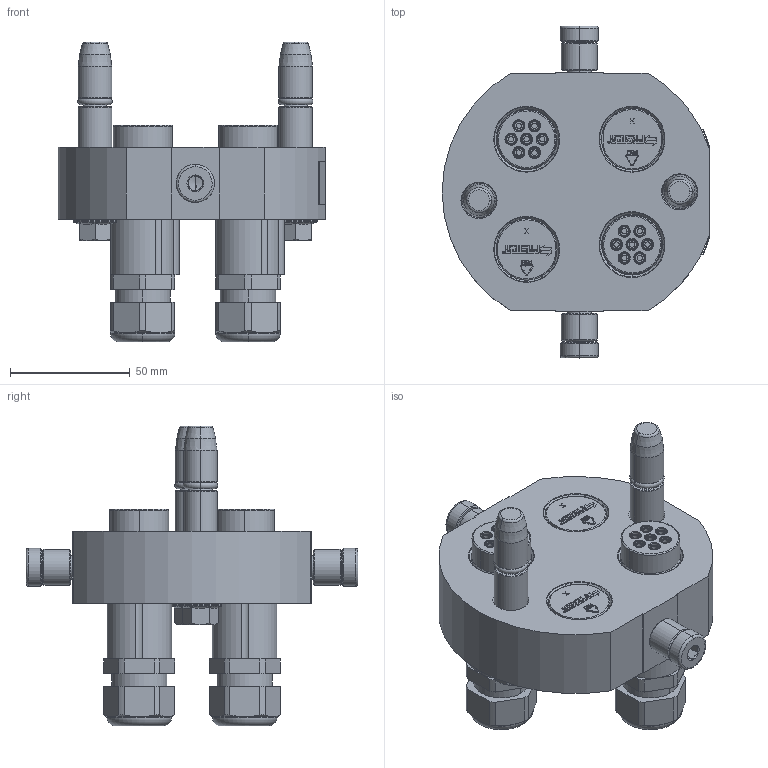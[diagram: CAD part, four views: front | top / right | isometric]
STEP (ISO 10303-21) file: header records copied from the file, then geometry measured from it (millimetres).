
FILE_DESCRIPTION (( 'STEP AP214' ), '1' );
FILE_NAME ('FASTER.step', '2021-09-16T00:55:20', ( '' ), ( '' ), 'SwSTEP 2.0', 'SolidWorks 2017', '' );
FILE_SCHEMA (( 'AUTOMOTIVE_DESIGN' ));
Length unit declared in the file: millimetre
Products named in the file (13): or2_62x9_19_m; et002_piegata; 4830_028_1000_011; 4830_021_0000_000; 4830_044_0000_000; P508_M_BASE; 4830_013_3000_030; 1540_080_0008_000; 4830_010_0000_022; corspel08-7_m; FASTER; conn_7p_m; TAPPO_12
Assembly tree (21 placements, depth 3):
  FASTER
    P508_M_BASE
      4830_010_0000_022
      4830_013_3000_030  x2
      4830_028_1000_011  x2
      4830_021_0000_000  x2
      1540_080_0008_000  x2
      or2_62x9_19_m  x2
    conn_7p_m  x2
      4830_044_0000_000
      corspel08-7_m
    TAPPO_12  x2
    et002_piegata
Bounding box: 111.8 x 138.6 x 125.2 mm (x, y, z)
Volume: 25967.1 mm3; surface area: 102501.4 mm2
Topology: 7 solids, 58 shells, 2240 faces, 5761 edges, 3692 vertices
Faces by surface type: plane 1220, cylinder 541, cone 252, torus 192, bspline 23, sphere 12
Entity records: 52413 total; most frequent: CARTESIAN_POINT 11620, ORIENTED_EDGE 7044, DIRECTION 6914, EDGE_CURVE 3578, LINE 2480, VECTOR 2480, VERTEX_POINT 2303, AXIS2_PLACEMENT_3D 2217
